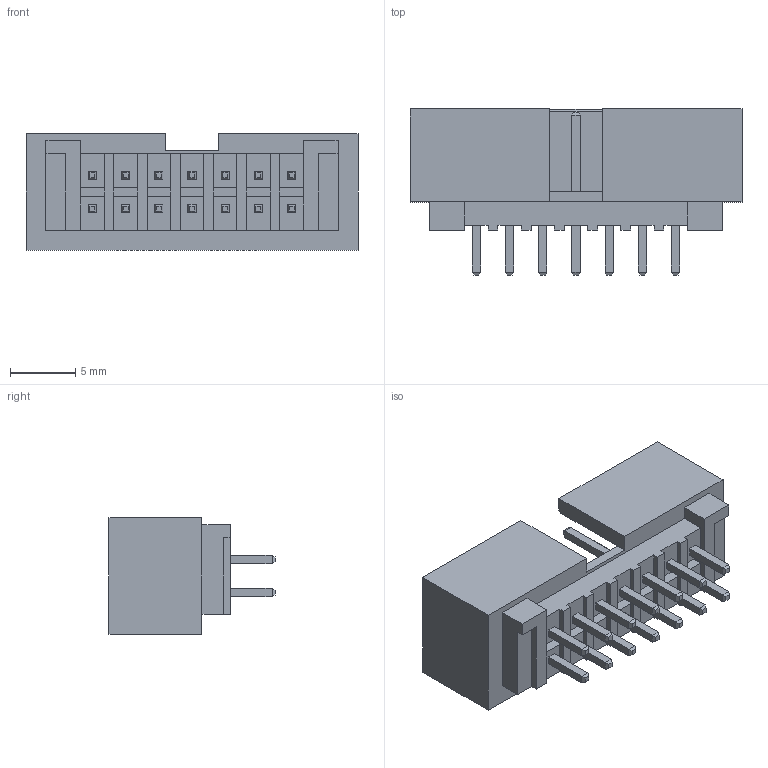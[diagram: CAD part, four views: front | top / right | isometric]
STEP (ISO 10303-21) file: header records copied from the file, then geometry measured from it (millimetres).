
FILE_DESCRIPTION(('STEP AP214'),'1');
FILE_NAME(' ',' ',('TraceParts'),('TraceParts S.A.'),'XStep 1.0',' ',' ');
FILE_SCHEMA(('automotive_design'));
Length unit declared in the file: millimetre
Products named in the file (33): 702461401
Bounding box: 25.4 x 12.7 x 8.89 mm (x, y, z)
Volume: 943 mm3; surface area: 1803.1 mm2
Topology: 1 solids, 1 shells, 330 faces, 823 edges, 544 vertices
Faces by surface type: plane 330
Entity records: 10047 total; most frequent: CARTESIAN_POINT 1730, ORIENTED_EDGE 1582, DIRECTION 1578, LINE 794, VECTOR 794, EDGE_CURVE 791, VERTEX_POINT 480, AXIS2_PLACEMENT_3D 392
